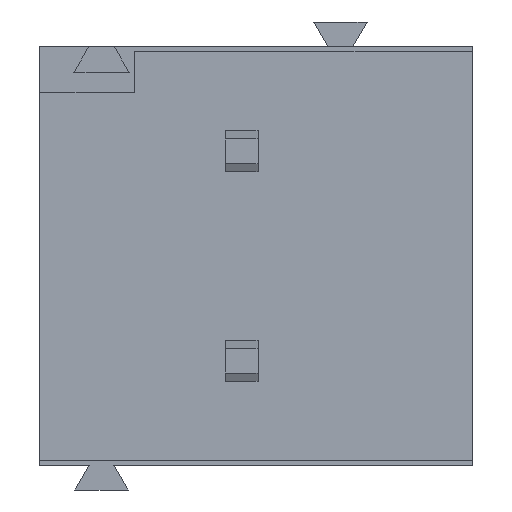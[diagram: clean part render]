
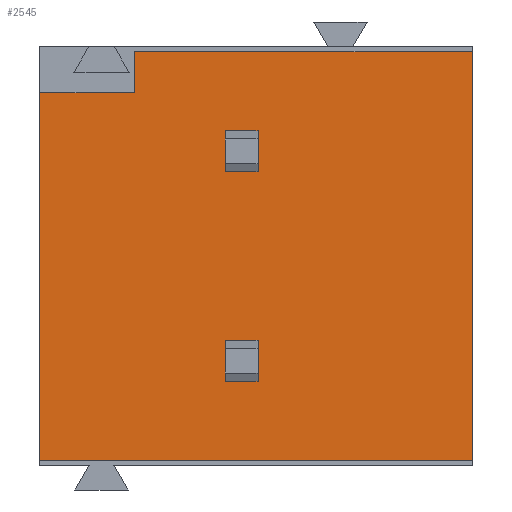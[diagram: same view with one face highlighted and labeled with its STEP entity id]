
A CAD part, front view. The second image highlights one B-rep face of the part: STEP entity #2545.
In plain terms, the highlighted planar face has unit normal (0, -1, 0).
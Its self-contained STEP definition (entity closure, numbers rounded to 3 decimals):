
#177 = VECTOR ( 'NONE', #265, 1000. ) ;
#190 = VECTOR ( 'NONE', #2440, 1000. ) ;
#265 = DIRECTION ( 'NONE',  ( 0., 0., -1. ) ) ;
#283 = CARTESIAN_POINT ( 'NONE',  ( 2.3, -1.5, -2.66 ) ) ;
#305 = ORIENTED_EDGE ( 'NONE', *, *, #4375, .T. ) ;
#344 = VERTEX_POINT ( 'NONE', #283 ) ;
#410 = CARTESIAN_POINT ( 'NONE',  ( 4.6, -1.5, -13.31 ) ) ;
#674 = ORIENTED_EDGE ( 'NONE', *, *, #2707, .F. ) ;
#709 = VERTEX_POINT ( 'NONE', #2696 ) ;
#719 = DIRECTION ( 'NONE',  ( -1., 0., 0. ) ) ;
#820 = PLANE ( 'NONE',  #4677 ) ;
#1113 = ORIENTED_EDGE ( 'NONE', *, *, #2258, .T. ) ;
#1143 = LINE ( 'NONE', #4597, #2051 ) ;
#1232 = CARTESIAN_POINT ( 'NONE',  ( 0., -1.5, -3.66 ) ) ;
#1474 = LINE ( 'NONE', #4684, #177 ) ;
#1538 = VERTEX_POINT ( 'NONE', #1582 ) ;
#1582 = CARTESIAN_POINT ( 'NONE',  ( 10.5, -1.5, -2.66 ) ) ;
#1888 = ORIENTED_EDGE ( 'NONE', *, *, #4969, .F. ) ;
#1929 = VECTOR ( 'NONE', #2369, 1000. ) ;
#2016 = ORIENTED_EDGE ( 'NONE', *, *, #4051, .F. ) ;
#2019 = CARTESIAN_POINT ( 'NONE',  ( 0., -1.5, -3.66 ) ) ;
#2051 = VECTOR ( 'NONE', #5110, 1000. ) ;
#2258 = EDGE_CURVE ( 'NONE', #1538, #344, #3364, .T. ) ;
#2369 = DIRECTION ( 'NONE',  ( -1., 0., 0. ) ) ;
#2384 = CARTESIAN_POINT ( 'NONE',  ( 10.5, -1.5, 2.42 ) ) ;
#2440 = DIRECTION ( 'NONE',  ( 0., 0., -1. ) ) ;
#2545 = ADVANCED_FACE ( 'NONE', ( #4769 ), #820, .T. ) ;
#2696 = CARTESIAN_POINT ( 'NONE',  ( 10.5, -1.5, -12.58 ) ) ;
#2707 = EDGE_CURVE ( 'NONE', #709, #5632, #3654, .T. ) ;
#2836 = LINE ( 'NONE', #2384, #190 ) ;
#3117 = EDGE_LOOP ( 'NONE', ( #305, #674, #1888, #1113, #3267, #2016 ) ) ;
#3267 = ORIENTED_EDGE ( 'NONE', *, *, #5406, .F. ) ;
#3311 = CARTESIAN_POINT ( 'NONE',  ( 10.5, -1.5, -12.58 ) ) ;
#3364 = LINE ( 'NONE', #4685, #4132 ) ;
#3406 = VECTOR ( 'NONE', #4229, 1000. ) ;
#3654 = LINE ( 'NONE', #3311, #1929 ) ;
#3879 = VERTEX_POINT ( 'NONE', #4055 ) ;
#4051 = EDGE_CURVE ( 'NONE', #5535, #3879, #4633, .T. ) ;
#4055 = CARTESIAN_POINT ( 'NONE',  ( 2.3, -1.5, -3.66 ) ) ;
#4132 = VECTOR ( 'NONE', #719, 1000. ) ;
#4229 = DIRECTION ( 'NONE',  ( 1., 0., 0. ) ) ;
#4375 = EDGE_CURVE ( 'NONE', #5535, #5632, #1474, .T. ) ;
#4451 = DIRECTION ( 'NONE',  ( 0., -1., 0. ) ) ;
#4597 = CARTESIAN_POINT ( 'NONE',  ( 2.3, -1.5, -3.66 ) ) ;
#4633 = LINE ( 'NONE', #2019, #3406 ) ;
#4677 = AXIS2_PLACEMENT_3D ( 'NONE', #410, #4451, #5672 ) ;
#4684 = CARTESIAN_POINT ( 'NONE',  ( 0., -1.5, 2.42 ) ) ;
#4685 = CARTESIAN_POINT ( 'NONE',  ( 10.5, -1.5, -2.66 ) ) ;
#4769 = FACE_OUTER_BOUND ( 'NONE', #3117, .T. ) ;
#4949 = CARTESIAN_POINT ( 'NONE',  ( 0., -1.5, -12.58 ) ) ;
#4969 = EDGE_CURVE ( 'NONE', #1538, #709, #2836, .T. ) ;
#5110 = DIRECTION ( 'NONE',  ( 0., 0., 1. ) ) ;
#5406 = EDGE_CURVE ( 'NONE', #3879, #344, #1143, .T. ) ;
#5535 = VERTEX_POINT ( 'NONE', #1232 ) ;
#5632 = VERTEX_POINT ( 'NONE', #4949 ) ;
#5672 = DIRECTION ( 'NONE',  ( 0., 0., -1. ) ) ;
